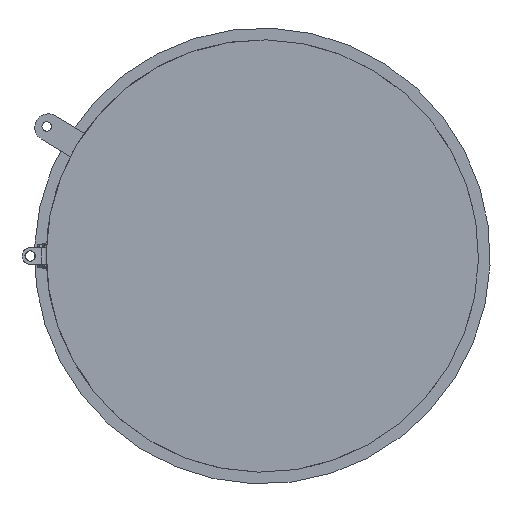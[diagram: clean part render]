
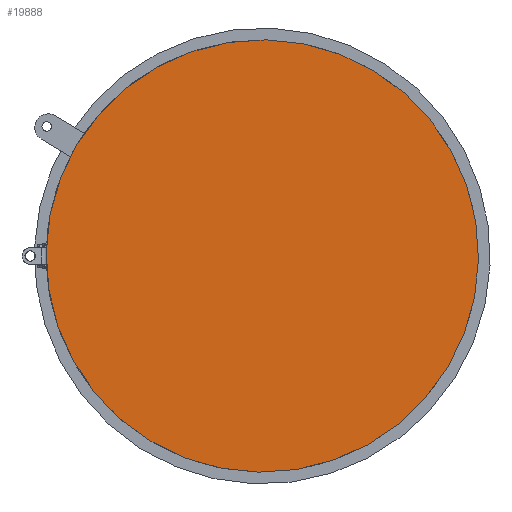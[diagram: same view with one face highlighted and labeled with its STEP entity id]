
A CAD part, left-side view. The second image highlights one B-rep face of the part: STEP entity #19888.
In plain terms, the highlighted planar face has unit normal (-1, 0, 0).
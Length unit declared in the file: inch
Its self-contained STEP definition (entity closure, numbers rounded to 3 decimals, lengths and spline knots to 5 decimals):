
#7005=CARTESIAN_POINT('',(-5.819,0.,0.));
#7006=DIRECTION('',(1.,0.,0.));
#7007=DIRECTION('',(0.,0.017,-1.));
#7008=AXIS2_PLACEMENT_3D('',#7005,#7006,#7007);
#7036=CARTESIAN_POINT('',(-5.819,0.,0.));
#7037=DIRECTION('',(-1.,0.,0.));
#7038=DIRECTION('',(0.,0.017,-1.));
#7039=AXIS2_PLACEMENT_3D('',#7036,#7037,#7038);
#15085=CARTESIAN_POINT('',(-5.819,0.02897,-1.65975));
#15087=VERTEX_POINT('',#15085);
#15089=CARTESIAN_POINT('',(-5.819,-0.02897,1.65975));
#15091=VERTEX_POINT('',#15089);
#19879=CARTESIAN_POINT('',(-5.819,0.,0.));
#19880=DIRECTION('',(-1.,0.,0.));
#19881=DIRECTION('',(0.,-0.017,1.));
#19882=AXIS2_PLACEMENT_3D('',#19879,#19880,#19881);
#19883=PLANE('',#19882);
#19884=ORIENTED_EDGE('',*,*,#19872,.F.);
#19885=ORIENTED_EDGE('',*,*,#19834,.T.);
#19886=EDGE_LOOP('',(#19884,#19885));
#19887=FACE_OUTER_BOUND('',#19886,.F.);
#19888=ADVANCED_FACE('',(#19887),#19883,.T.);
#7009=CIRCLE('',#7008,1.66);
#7040=CIRCLE('',#7039,1.66);
#19834=EDGE_CURVE('',#15087,#15091,#7009,.T.);
#19872=EDGE_CURVE('',#15087,#15091,#7040,.T.);
